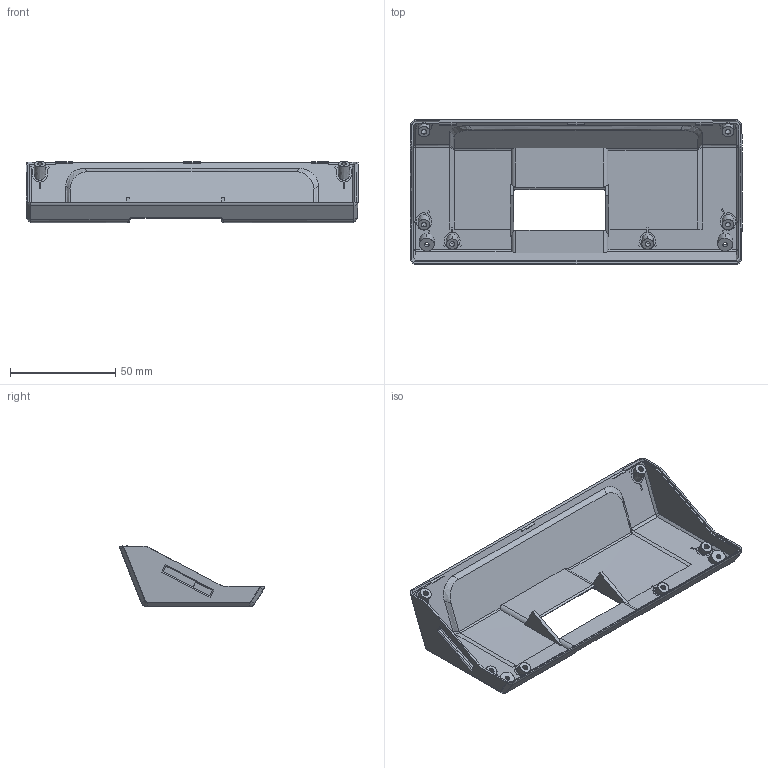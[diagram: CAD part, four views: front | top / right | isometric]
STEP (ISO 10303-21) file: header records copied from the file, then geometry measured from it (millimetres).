
FILE_DESCRIPTION (( 'STEP AP203' ), '1' );
FILE_NAME ('Cover Bottem.STEP', '2014-06-16T16:53:49', ( '' ), ( '' ), 'SwSTEP 2.0', 'SolidWorks 2013', '' );
FILE_SCHEMA (( 'CONFIG_CONTROL_DESIGN' ));
Length unit declared in the file: millimetre
Products named in the file (1): Cover Bottem
Bounding box: 158 x 68.94 x 29.15 mm (x, y, z)
Volume: 23791.7 mm3; surface area: 32412.2 mm2
Topology: 1 solids, 1 shells, 286 faces, 849 edges, 572 vertices
Faces by surface type: plane 111, bspline 95, cylinder 66, cone 14
Entity records: 16811 total; most frequent: CARTESIAN_POINT 10397, ORIENTED_EDGE 1686, EDGE_CURVE 843, DIRECTION 758, VERTEX_POINT 572, B_SPLINE_CURVE_WITH_KNOTS 459, EDGE_LOOP 307, LINE 304
